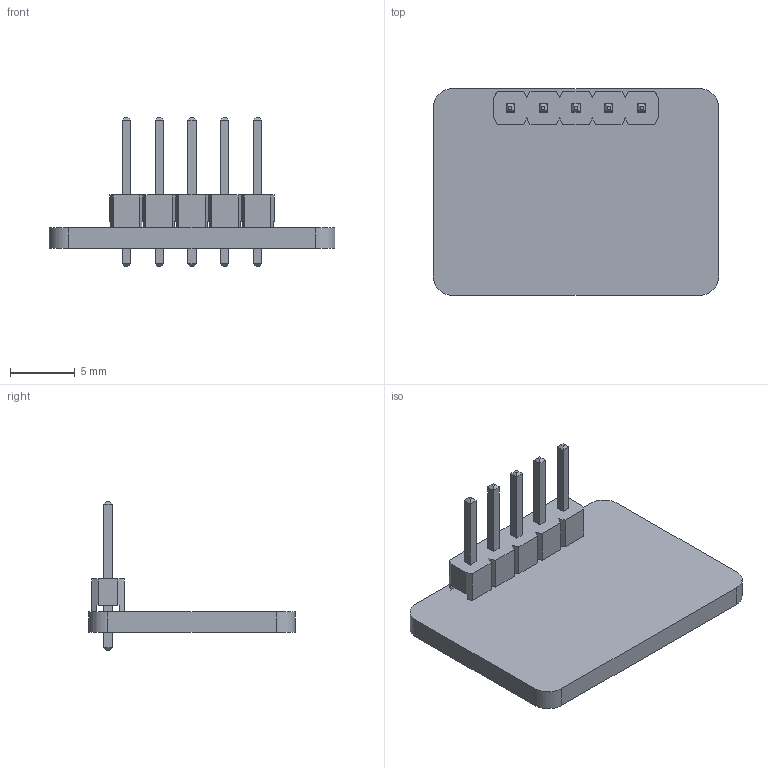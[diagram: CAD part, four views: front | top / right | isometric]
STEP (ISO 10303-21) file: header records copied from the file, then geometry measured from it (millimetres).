
FILE_DESCRIPTION (( 'STEP AP214' ), '1' );
FILE_NAME ('hlk-ld2410c_radar.step', '2025-01-03T22:44:14', ( '' ), ( '' ), 'SwSTEP 2.0', 'SolidWorks 2022', '' );
FILE_SCHEMA (( 'AUTOMOTIVE_DESIGN' ));
Length unit declared in the file: millimetre
Products named in the file (1): hlk-ld2410c_radar
Bounding box: 22.1 x 16 x 11.54 mm (x, y, z)
Volume: 649.1 mm3; surface area: 1150.4 mm2
Topology: 7 solids, 7 shells, 154 faces, 380 edges, 240 vertices
Faces by surface type: plane 150, cylinder 4
Entity records: 6214 total; most frequent: CARTESIAN_POINT 775, ORIENTED_EDGE 760, DIRECTION 698, EDGE_CURVE 380, VECTOR 372, LINE 372, VERTEX_POINT 240, EDGE_LOOP 164
